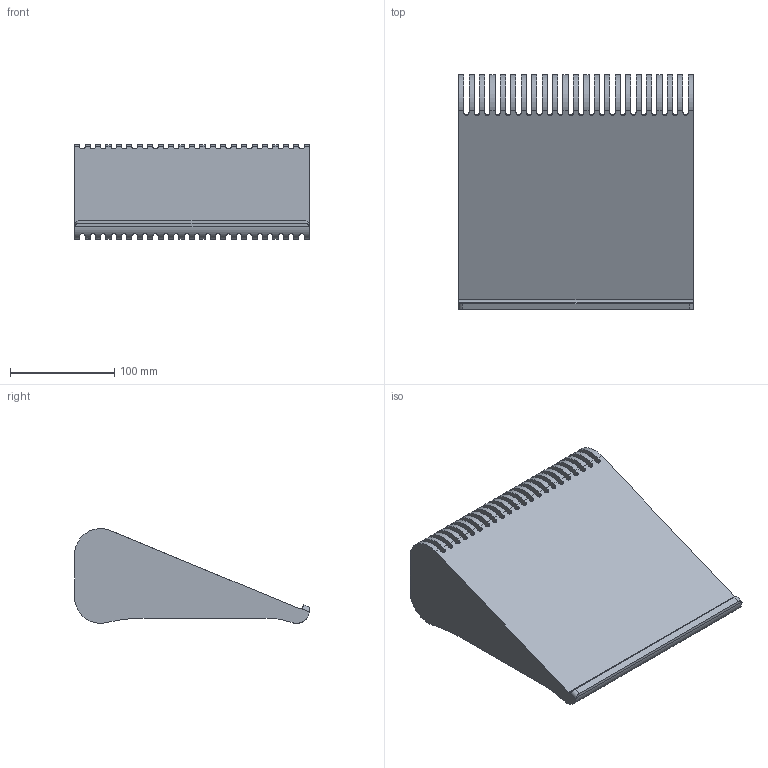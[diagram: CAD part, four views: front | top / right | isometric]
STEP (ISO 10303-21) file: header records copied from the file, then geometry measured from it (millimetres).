
FILE_DESCRIPTION(('HOOPS Exchange Step'),'2;1');
FILE_NAME('temp_export','2025-06-07T10:46:12+02:00',('AA'),('Shapr3D Limited'),'HOOPS Exchange 2024.8','Shapr3D','Authorized');
FILE_SCHEMA( ('AP242_MANAGED_MODEL_BASED_3D_ENGINEERING_MIM_LF {1 0 10303 442 1 1 4}') );
Length unit declared in the file: millimetre
Products named in the file (2): Monolithic Laptop Passive Cooler; root
Assembly tree (1 placements, depth 2):
  root
    Monolithic Laptop Passive Cooler
Bounding box: 225 x 225 x 90.73 mm (x, y, z)
Volume: 1446230.1 mm3; surface area: 581767.8 mm2
Topology: 1 solids, 1 shells, 292 faces, 886 edges, 596 vertices
Faces by surface type: cylinder 152, plane 96, torus 44
Entity records: 11557 total; most frequent: CARTESIAN_POINT 3162, DIRECTION 1888, ORIENTED_EDGE 1772, EDGE_CURVE 886, AXIS2_PLACEMENT_3D 740, VERTEX_POINT 596, CIRCLE 444, VECTOR 408
